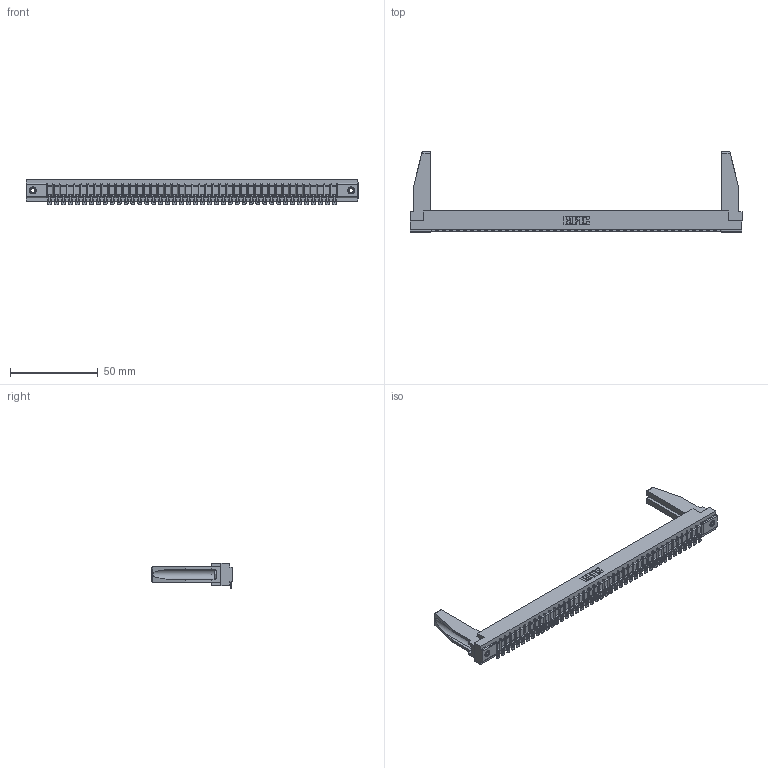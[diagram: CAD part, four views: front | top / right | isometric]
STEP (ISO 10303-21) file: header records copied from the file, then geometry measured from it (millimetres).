
FILE_DESCRIPTION (( 'STEP AP203' ), '1' );
FILE_NAME ('307-042-454-178.STEP', '2020-09-29T18:24:29', ( '' ), ( '' ), 'SwSTEP 2.0', 'SolidWorks 2020', '' );
FILE_SCHEMA (( 'CONFIG_CONTROL_DESIGN' ));
Length unit declared in the file: inch
Products named in the file (5): 307-290-002_554; 307-220-078; 307 Part_.156 Dia Mounting Holes; 307-042-454-178; 345-250-001_345-250-001-102
Assembly tree (47 placements, depth 2):
  307-042-454-178
    307 Part_.156 Dia Mounting Holes
    307-290-002_554  x42
    307-220-078  x2
    345-250-001_345-250-001-102  x2
Bounding box: 189.43 x 45.72 x 14.52 mm (x, y, z)
Volume: 24280.2 mm3; surface area: 29494.9 mm2
Topology: 47 solids, 47 shells, 3693 faces, 11279 edges, 7394 vertices
Faces by surface type: plane 2086, cylinder 1505, sphere 86, cone 12, torus 4
Entity records: 39410 total; most frequent: CARTESIAN_POINT 6648, ORIENTED_EDGE 6594, DIRECTION 6421, EDGE_CURVE 3297, VECTOR 2523, LINE 2523, VERTEX_POINT 2134, AXIS2_PLACEMENT_3D 1949
